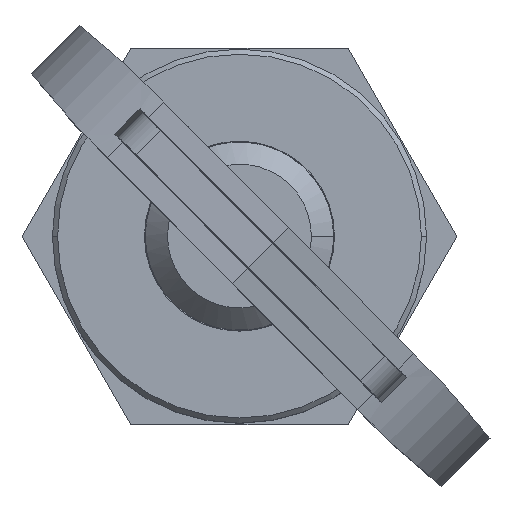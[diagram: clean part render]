
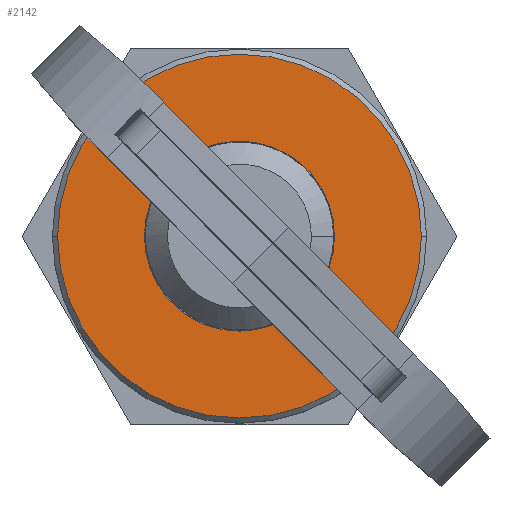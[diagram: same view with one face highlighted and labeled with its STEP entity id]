
A CAD part, top view. The second image highlights one B-rep face of the part: STEP entity #2142.
In plain terms, the highlighted planar face has unit normal (0, 0, 1).
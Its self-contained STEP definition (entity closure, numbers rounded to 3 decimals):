
#2001 = VERTEX_POINT ( 'NONE', #6117 ) ;
#2003 = EDGE_CURVE ( 'NONE', #2001, #2004, #6116, .T. ) ;
#2004 = VERTEX_POINT ( 'NONE', #6111 ) ;
#2025 = VERTEX_POINT ( 'NONE', #6140 ) ;
#2028 = EDGE_CURVE ( 'NONE', #2025, #2029, #6203, .T. ) ;
#2029 = VERTEX_POINT ( 'NONE', #6198 ) ;
#2142 = ADVANCED_FACE ( 'NONE', ( #6361, #6360 ), #6359, .T. ) ;
#2143 = EDGE_LOOP ( 'NONE', ( #2144, #2146 ) ) ;
#2144 = ORIENTED_EDGE ( 'NONE', *, *, #2145, .T. ) ;
#2145 = EDGE_CURVE ( 'NONE', #2029, #2025, #6354, .T. ) ;
#2146 = ORIENTED_EDGE ( 'NONE', *, *, #2028, .T. ) ;
#2147 = EDGE_LOOP ( 'NONE', ( #2148, #2150 ) ) ;
#2148 = ORIENTED_EDGE ( 'NONE', *, *, #2149, .F. ) ;
#2149 = EDGE_CURVE ( 'NONE', #2004, #2001, #6414, .T. ) ;
#2150 = ORIENTED_EDGE ( 'NONE', *, *, #2003, .F. ) ;
#6111 = CARTESIAN_POINT ( 'NONE',  ( 5.55, 0., 6.8 ) ) ;
#6112 = DIRECTION ( 'NONE',  ( 1., 0., 0. ) ) ;
#6113 = DIRECTION ( 'NONE',  ( 0., 0., 1. ) ) ;
#6114 = CARTESIAN_POINT ( 'NONE',  ( 0., 0., 6.8 ) ) ;
#6115 = AXIS2_PLACEMENT_3D ( 'NONE', #6114, #6113, #6112 ) ;
#6116 = CIRCLE ( 'NONE', #6115, 5.55 ) ;
#6117 = CARTESIAN_POINT ( 'NONE',  ( -5.55, 0., 6.8 ) ) ;
#6140 = CARTESIAN_POINT ( 'NONE',  ( 10.625, 0., 6.8 ) ) ;
#6198 = CARTESIAN_POINT ( 'NONE',  ( -10.625, 0., 6.8 ) ) ;
#6199 = DIRECTION ( 'NONE',  ( 1., 0., 0. ) ) ;
#6200 = DIRECTION ( 'NONE',  ( 0., 0., 1. ) ) ;
#6201 = CARTESIAN_POINT ( 'NONE',  ( 0., 0., 6.8 ) ) ;
#6202 = AXIS2_PLACEMENT_3D ( 'NONE', #6201, #6200, #6199 ) ;
#6203 = CIRCLE ( 'NONE', #6202, 10.625 ) ;
#6354 = CIRCLE ( 'NONE', #6418, 10.625 ) ;
#6355 = DIRECTION ( 'NONE',  ( 1., 0., 0. ) ) ;
#6356 = DIRECTION ( 'NONE',  ( 0., 0., 1. ) ) ;
#6357 = CARTESIAN_POINT ( 'NONE',  ( 0., 0., 6.8 ) ) ;
#6358 = AXIS2_PLACEMENT_3D ( 'NONE', #6357, #6356, #6355 ) ;
#6359 = PLANE ( 'NONE',  #6358 ) ;
#6360 = FACE_BOUND ( 'NONE', #2147, .T. ) ;
#6361 = FACE_OUTER_BOUND ( 'NONE', #2143, .T. ) ;
#6411 = DIRECTION ( 'NONE',  ( 1., 0., 0. ) ) ;
#6412 = DIRECTION ( 'NONE',  ( 0., 0., 1. ) ) ;
#6413 = AXIS2_PLACEMENT_3D ( 'NONE', #6419, #6412, #6411 ) ;
#6414 = CIRCLE ( 'NONE', #6413, 5.55 ) ;
#6415 = DIRECTION ( 'NONE',  ( 1., 0., 0. ) ) ;
#6416 = DIRECTION ( 'NONE',  ( 0., 0., 1. ) ) ;
#6417 = CARTESIAN_POINT ( 'NONE',  ( 0., 0., 6.8 ) ) ;
#6418 = AXIS2_PLACEMENT_3D ( 'NONE', #6417, #6416, #6415 ) ;
#6419 = CARTESIAN_POINT ( 'NONE',  ( 0., 0., 6.8 ) ) ;
